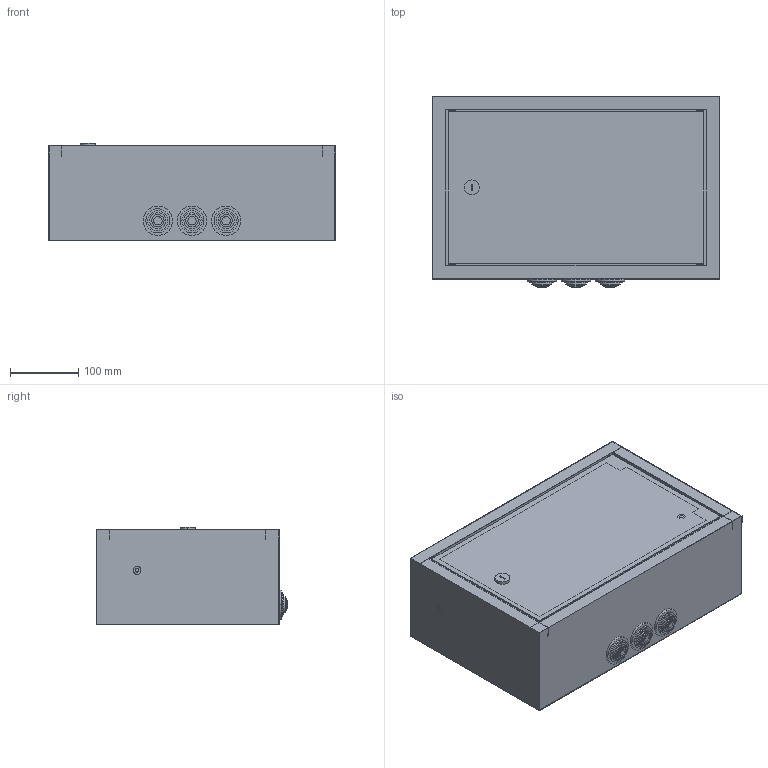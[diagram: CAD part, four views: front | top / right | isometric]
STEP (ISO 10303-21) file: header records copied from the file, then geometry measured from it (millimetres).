
FILE_DESCRIPTION (( 'STEP AP214' ), '1' );
FILE_NAME ('ÊÈÂÀ 223.00.00-07ÑÁ óïðîù.STEP', '2024-10-02T11:05:27', ( '' ), ( '' ), 'SwSTEP 2.0', 'SolidWorks 2022', '' );
FILE_SCHEMA (( 'AUTOMOTIVE_DESIGN' ));
Length unit declared in the file: millimetre
Products named in the file (1): КИВА 223.00.00-07СБ упрощ
Bounding box: 420 x 281.01 x 143.5 mm (x, y, z)
Volume: 1919803.6 mm3; surface area: 1276637 mm2
Topology: 17 solids, 24 shells, 2026 faces, 5471 edges, 3599 vertices
Faces by surface type: plane 1224, cylinder 528, cone 227, sphere 29, bspline 14, torus 4
Entity records: 89357 total; most frequent: CARTESIAN_POINT 15486, ORIENTED_EDGE 10922, DIRECTION 10345, EDGE_CURVE 5461, LINE 3691, VECTOR 3691, VERTEX_POINT 3598, AXIS2_PLACEMENT_3D 3327
